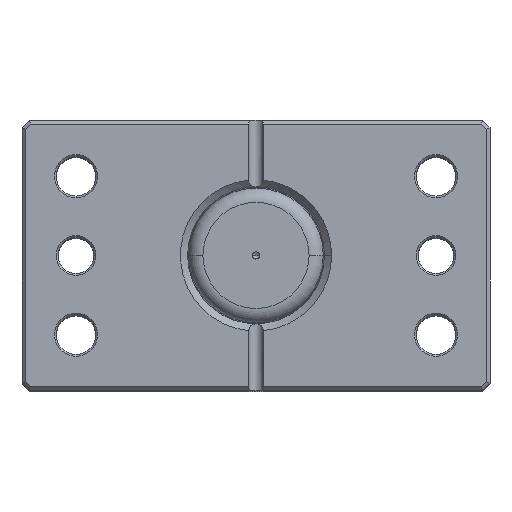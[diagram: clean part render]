
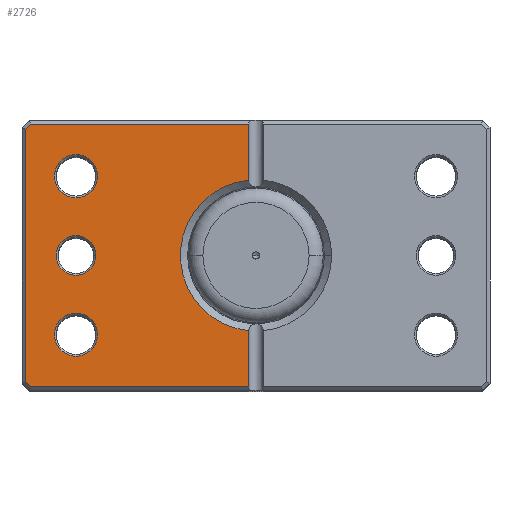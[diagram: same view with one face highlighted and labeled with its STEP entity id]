
A CAD part, top view. The second image highlights one B-rep face of the part: STEP entity #2726.
In plain terms, the highlighted face is planar.
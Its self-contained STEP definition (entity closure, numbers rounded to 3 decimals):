
#143 = CARTESIAN_POINT ( 'NONE',  ( 2., 37.5, 0. ) ) ;
#186 = DIRECTION ( 'NONE',  ( 0.707, -0.707, 0. ) ) ;
#202 = EDGE_CURVE ( 'NONE', #1715, #4716, #2149, .T. ) ;
#256 = CARTESIAN_POINT ( 'NONE',  ( 49.543, 49.543, 0. ) ) ;
#290 = ORIENTED_EDGE ( 'NONE', *, *, #4710, .T. ) ;
#395 = VECTOR ( 'NONE', #1489, 1000. ) ;
#538 = VERTEX_POINT ( 'NONE', #6132 ) ;
#692 = ORIENTED_EDGE ( 'NONE', *, *, #6247, .T. ) ;
#794 = EDGE_CURVE ( 'NONE', #5297, #4068, #3848, .T. ) ;
#991 = CARTESIAN_POINT ( 'NONE',  ( 0., 0., 0. ) ) ;
#994 = VECTOR ( 'NONE', #1155, 1000. ) ;
#1017 = EDGE_LOOP ( 'NONE', ( #692, #6553, #5287, #5820, #4656, #3845, #4576, #5349 ) ) ;
#1025 = VERTEX_POINT ( 'NONE', #1665 ) ;
#1155 = DIRECTION ( 'NONE',  ( 0., 1., 0. ) ) ;
#1194 = EDGE_CURVE ( 'NONE', #3979, #1025, #3228, .T. ) ;
#1315 = PLANE ( 'NONE',  #2082 ) ;
#1325 = EDGE_CURVE ( 'NONE', #5357, #5297, #3164, .T. ) ;
#1403 = DIRECTION ( 'NONE',  ( 0., 0., 1. ) ) ;
#1426 = DIRECTION ( 'NONE',  ( 1., 0., 0. ) ) ;
#1434 = CARTESIAN_POINT ( 'NONE',  ( 44., 22., 0. ) ) ;
#1489 = DIRECTION ( 'NONE',  ( 1., 0., 0. ) ) ;
#1568 = CARTESIAN_POINT ( 'NONE',  ( 50., -22., 0. ) ) ;
#1578 = DIRECTION ( 'NONE',  ( 0., 0., 1. ) ) ;
#1597 = DIRECTION ( 'NONE',  ( 1., 0., 0. ) ) ;
#1665 = CARTESIAN_POINT ( 'NONE',  ( 2., 20.905, 0. ) ) ;
#1681 = CARTESIAN_POINT ( 'NONE',  ( 62.586, 36.5, 0. ) ) ;
#1715 = VERTEX_POINT ( 'NONE', #3957 ) ;
#1755 = VECTOR ( 'NONE', #6633, 1000. ) ;
#1793 = EDGE_CURVE ( 'NONE', #1025, #1715, #5691, .T. ) ;
#1818 = LINE ( 'NONE', #6610, #1755 ) ;
#1837 = CARTESIAN_POINT ( 'NONE',  ( 0., 36.5, 0. ) ) ;
#1888 = CIRCLE ( 'NONE', #2247, 6. ) ;
#1901 = CARTESIAN_POINT ( 'NONE',  ( 50., 0., 0. ) ) ;
#2024 = DIRECTION ( 'NONE',  ( 0., 1., 0. ) ) ;
#2082 = AXIS2_PLACEMENT_3D ( 'NONE', #991, #1403, #1426 ) ;
#2119 = DIRECTION ( 'NONE',  ( 1., 0., 0. ) ) ;
#2130 = AXIS2_PLACEMENT_3D ( 'NONE', #1568, #1578, #1597 ) ;
#2146 = DIRECTION ( 'NONE',  ( 0., 0., 1. ) ) ;
#2149 = LINE ( 'NONE', #1837, #395 ) ;
#2176 = DIRECTION ( 'NONE',  ( 1., 0., 0. ) ) ;
#2187 = DIRECTION ( 'NONE',  ( 0., 0., 1. ) ) ;
#2203 = CARTESIAN_POINT ( 'NONE',  ( 50., 22., 0. ) ) ;
#2220 = CARTESIAN_POINT ( 'NONE',  ( 55.5, 0., 0. ) ) ;
#2221 = CARTESIAN_POINT ( 'NONE',  ( 50., -22., 0. ) ) ;
#2242 = VERTEX_POINT ( 'NONE', #4550 ) ;
#2247 = AXIS2_PLACEMENT_3D ( 'NONE', #2203, #2187, #2176 ) ;
#2329 = EDGE_LOOP ( 'NONE', ( #3777, #6426 ) ) ;
#2436 = DIRECTION ( 'NONE',  ( 1., 0., 0. ) ) ;
#2517 = CIRCLE ( 'NONE', #5355, 6. ) ;
#2611 = CARTESIAN_POINT ( 'NONE',  ( 49.543, -49.543, 0. ) ) ;
#2721 = DIRECTION ( 'NONE',  ( -0.707, -0.707, 0. ) ) ;
#2726 = ADVANCED_FACE ( 'NONE', ( #2932, #6135, #6120, #6191 ), #1315, .F. ) ;
#2731 = EDGE_CURVE ( 'NONE', #538, #6484, #2862, .T. ) ;
#2743 = CARTESIAN_POINT ( 'NONE',  ( 0., 0., 0. ) ) ;
#2778 = DIRECTION ( 'NONE',  ( 0., 0., 1. ) ) ;
#2801 = DIRECTION ( 'NONE',  ( 1., 0., 0. ) ) ;
#2808 = EDGE_CURVE ( 'NONE', #2242, #4777, #5094, .T. ) ;
#2862 = CIRCLE ( 'NONE', #2130, 6. ) ;
#2932 = FACE_BOUND ( 'NONE', #5154, .T. ) ;
#3046 = AXIS2_PLACEMENT_3D ( 'NONE', #2743, #2778, #2801 ) ;
#3129 = EDGE_CURVE ( 'NONE', #4068, #5637, #1818, .T. ) ;
#3150 = DIRECTION ( 'NONE',  ( 0., 0., 1. ) ) ;
#3155 = CARTESIAN_POINT ( 'NONE',  ( 2., -36.5, 0. ) ) ;
#3164 = LINE ( 'NONE', #4099, #6522 ) ;
#3173 = CARTESIAN_POINT ( 'NONE',  ( 50., 0., 0. ) ) ;
#3197 = DIRECTION ( 'NONE',  ( 0., 0., 1. ) ) ;
#3206 = DIRECTION ( 'NONE',  ( 1., 0., 0. ) ) ;
#3228 = CIRCLE ( 'NONE', #3046, 21. ) ;
#3671 = VERTEX_POINT ( 'NONE', #1434 ) ;
#3694 = CARTESIAN_POINT ( 'NONE',  ( 2., 37.5, 0. ) ) ;
#3777 = ORIENTED_EDGE ( 'NONE', *, *, #5695, .T. ) ;
#3845 = ORIENTED_EDGE ( 'NONE', *, *, #1325, .T. ) ;
#3848 = LINE ( 'NONE', #2611, #3980 ) ;
#3943 = ORIENTED_EDGE ( 'NONE', *, *, #2731, .T. ) ;
#3957 = CARTESIAN_POINT ( 'NONE',  ( 2., 36.5, 0. ) ) ;
#3979 = VERTEX_POINT ( 'NONE', #5724 ) ;
#3980 = VECTOR ( 'NONE', #2721, 1000. ) ;
#4068 = VERTEX_POINT ( 'NONE', #4089 ) ;
#4089 = CARTESIAN_POINT ( 'NONE',  ( 62.586, -36.5, 0. ) ) ;
#4099 = CARTESIAN_POINT ( 'NONE',  ( 64., 0., 0. ) ) ;
#4141 = DIRECTION ( 'NONE',  ( 0., -1., 0. ) ) ;
#4266 = AXIS2_PLACEMENT_3D ( 'NONE', #6306, #3150, #6787 ) ;
#4361 = LINE ( 'NONE', #3694, #4401 ) ;
#4380 = ORIENTED_EDGE ( 'NONE', *, *, #2808, .T. ) ;
#4401 = VECTOR ( 'NONE', #2024, 1000. ) ;
#4412 = CIRCLE ( 'NONE', #4266, 6. ) ;
#4488 = AXIS2_PLACEMENT_3D ( 'NONE', #3173, #3197, #3206 ) ;
#4550 = CARTESIAN_POINT ( 'NONE',  ( 44.5, 0., 0. ) ) ;
#4576 = ORIENTED_EDGE ( 'NONE', *, *, #794, .T. ) ;
#4656 = ORIENTED_EDGE ( 'NONE', *, *, #5940, .T. ) ;
#4710 = EDGE_CURVE ( 'NONE', #6484, #538, #2517, .T. ) ;
#4716 = VERTEX_POINT ( 'NONE', #1681 ) ;
#4777 = VERTEX_POINT ( 'NONE', #2220 ) ;
#4848 = EDGE_LOOP ( 'NONE', ( #3943, #290 ) ) ;
#4849 = CARTESIAN_POINT ( 'NONE',  ( 64., 35.086, 0. ) ) ;
#5073 = CARTESIAN_POINT ( 'NONE',  ( 56., -22., 0. ) ) ;
#5094 = CIRCLE ( 'NONE', #4488, 5.5 ) ;
#5154 = EDGE_LOOP ( 'NONE', ( #4380, #6557 ) ) ;
#5159 = VERTEX_POINT ( 'NONE', #6692 ) ;
#5287 = ORIENTED_EDGE ( 'NONE', *, *, #1793, .T. ) ;
#5297 = VERTEX_POINT ( 'NONE', #5612 ) ;
#5349 = ORIENTED_EDGE ( 'NONE', *, *, #3129, .T. ) ;
#5355 = AXIS2_PLACEMENT_3D ( 'NONE', #2221, #2146, #2119 ) ;
#5357 = VERTEX_POINT ( 'NONE', #4849 ) ;
#5612 = CARTESIAN_POINT ( 'NONE',  ( 64., -35.086, 0. ) ) ;
#5637 = VERTEX_POINT ( 'NONE', #3155 ) ;
#5663 = DIRECTION ( 'NONE',  ( 0., 0., 1. ) ) ;
#5691 = LINE ( 'NONE', #143, #994 ) ;
#5695 = EDGE_CURVE ( 'NONE', #3671, #5159, #1888, .T. ) ;
#5724 = CARTESIAN_POINT ( 'NONE',  ( 2., -20.905, 0. ) ) ;
#5759 = CIRCLE ( 'NONE', #5835, 5.5 ) ;
#5820 = ORIENTED_EDGE ( 'NONE', *, *, #202, .T. ) ;
#5835 = AXIS2_PLACEMENT_3D ( 'NONE', #1901, #5663, #2436 ) ;
#5940 = EDGE_CURVE ( 'NONE', #4716, #5357, #6277, .T. ) ;
#6059 = EDGE_CURVE ( 'NONE', #4777, #2242, #5759, .T. ) ;
#6120 = FACE_BOUND ( 'NONE', #2329, .T. ) ;
#6132 = CARTESIAN_POINT ( 'NONE',  ( 44., -22., 0. ) ) ;
#6135 = FACE_BOUND ( 'NONE', #4848, .T. ) ;
#6191 = FACE_OUTER_BOUND ( 'NONE', #1017, .T. ) ;
#6212 = VECTOR ( 'NONE', #186, 1000. ) ;
#6234 = EDGE_CURVE ( 'NONE', #5159, #3671, #4412, .T. ) ;
#6247 = EDGE_CURVE ( 'NONE', #5637, #3979, #4361, .T. ) ;
#6277 = LINE ( 'NONE', #256, #6212 ) ;
#6306 = CARTESIAN_POINT ( 'NONE',  ( 50., 22., 0. ) ) ;
#6426 = ORIENTED_EDGE ( 'NONE', *, *, #6234, .T. ) ;
#6484 = VERTEX_POINT ( 'NONE', #5073 ) ;
#6522 = VECTOR ( 'NONE', #4141, 1000. ) ;
#6553 = ORIENTED_EDGE ( 'NONE', *, *, #1194, .T. ) ;
#6557 = ORIENTED_EDGE ( 'NONE', *, *, #6059, .T. ) ;
#6610 = CARTESIAN_POINT ( 'NONE',  ( 0., -36.5, 0. ) ) ;
#6633 = DIRECTION ( 'NONE',  ( -1., 0., 0. ) ) ;
#6692 = CARTESIAN_POINT ( 'NONE',  ( 56., 22., 0. ) ) ;
#6787 = DIRECTION ( 'NONE',  ( 1., 0., 0. ) ) ;
